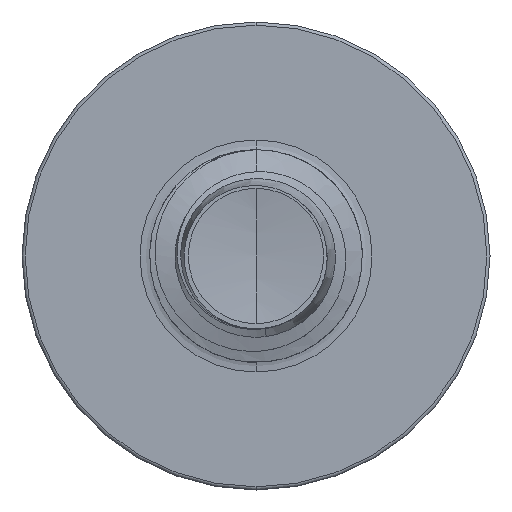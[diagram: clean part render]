
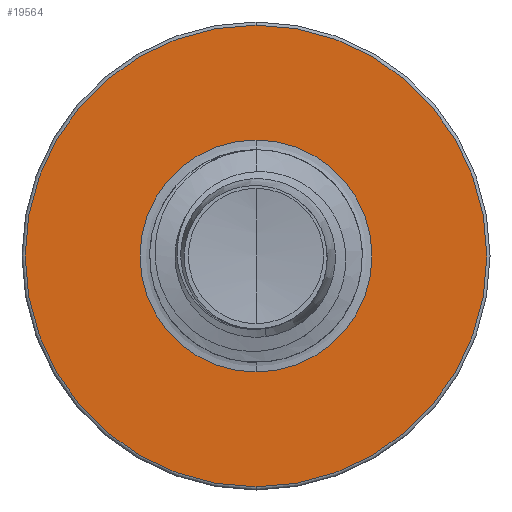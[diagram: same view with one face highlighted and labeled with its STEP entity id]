
A CAD part, front view. The second image highlights one B-rep face of the part: STEP entity #19564.
In plain terms, the highlighted planar face has unit normal (0, -1, 0).
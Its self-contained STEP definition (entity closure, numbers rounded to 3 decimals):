
#532 = PLANE ( 'NONE',  #8656 ) ;
#595 = CIRCLE ( 'NONE', #15886, 2.713 ) ;
#1181 = FACE_OUTER_BOUND ( 'NONE', #4024, .T. ) ;
#1732 = CARTESIAN_POINT ( 'NONE',  ( 0., 6., -1.363 ) ) ;
#2777 = ORIENTED_EDGE ( 'NONE', *, *, #11436, .F. ) ;
#3172 = ORIENTED_EDGE ( 'NONE', *, *, #19585, .T. ) ;
#3198 = DIRECTION ( 'NONE',  ( 0., 1., 0. ) ) ;
#4024 = EDGE_LOOP ( 'NONE', ( #15980, #2777 ) ) ;
#5035 = DIRECTION ( 'NONE',  ( 0., 0., 1. ) ) ;
#5712 = CIRCLE ( 'NONE', #7443, 1.363 ) ;
#7443 = AXIS2_PLACEMENT_3D ( 'NONE', #10369, #19249, #11891 ) ;
#8656 = AXIS2_PLACEMENT_3D ( 'NONE', #13289, #14601, #5035 ) ;
#8963 = CARTESIAN_POINT ( 'NONE',  ( 0., 6., 0. ) ) ;
#9373 = EDGE_CURVE ( 'NONE', #16456, #17841, #19551, .T. ) ;
#10369 = CARTESIAN_POINT ( 'NONE',  ( 0., 6., 0. ) ) ;
#10377 = FACE_BOUND ( 'NONE', #16262, .T. ) ;
#10603 = DIRECTION ( 'NONE',  ( 0., 0., 1. ) ) ;
#11282 = VERTEX_POINT ( 'NONE', #11777 ) ;
#11436 = EDGE_CURVE ( 'NONE', #15258, #11282, #595, .T. ) ;
#11777 = CARTESIAN_POINT ( 'NONE',  ( 0., 6., 2.713 ) ) ;
#11891 = DIRECTION ( 'NONE',  ( 0., 0., 1. ) ) ;
#12506 = DIRECTION ( 'NONE',  ( 0., 0., 1. ) ) ;
#12522 = DIRECTION ( 'NONE',  ( 0., 1., 0. ) ) ;
#12550 = CARTESIAN_POINT ( 'NONE',  ( 0., 6., 0. ) ) ;
#13289 = CARTESIAN_POINT ( 'NONE',  ( 0., 6., -1.363 ) ) ;
#13367 = CARTESIAN_POINT ( 'NONE',  ( 0., 6., 0. ) ) ;
#13371 = EDGE_CURVE ( 'NONE', #11282, #15258, #14017, .T. ) ;
#13987 = AXIS2_PLACEMENT_3D ( 'NONE', #8963, #18134, #10603 ) ;
#14017 = CIRCLE ( 'NONE', #13987, 2.713 ) ;
#14312 = CARTESIAN_POINT ( 'NONE',  ( 0., 6., 1.363 ) ) ;
#14601 = DIRECTION ( 'NONE',  ( 0., 1., 0. ) ) ;
#14671 = DIRECTION ( 'NONE',  ( 0., 0., 1. ) ) ;
#15258 = VERTEX_POINT ( 'NONE', #18651 ) ;
#15886 = AXIS2_PLACEMENT_3D ( 'NONE', #13367, #3198, #14671 ) ;
#15980 = ORIENTED_EDGE ( 'NONE', *, *, #13371, .F. ) ;
#16170 = ORIENTED_EDGE ( 'NONE', *, *, #9373, .T. ) ;
#16262 = EDGE_LOOP ( 'NONE', ( #16170, #3172 ) ) ;
#16456 = VERTEX_POINT ( 'NONE', #14312 ) ;
#17841 = VERTEX_POINT ( 'NONE', #1732 ) ;
#18134 = DIRECTION ( 'NONE',  ( 0., 1., 0. ) ) ;
#18651 = CARTESIAN_POINT ( 'NONE',  ( 0., 6., -2.712 ) ) ;
#18672 = AXIS2_PLACEMENT_3D ( 'NONE', #12550, #12522, #12506 ) ;
#19249 = DIRECTION ( 'NONE',  ( 0., 1., 0. ) ) ;
#19551 = CIRCLE ( 'NONE', #18672, 1.363 ) ;
#19564 = ADVANCED_FACE ( 'NONE', ( #1181, #10377 ), #532, .F. ) ;
#19585 = EDGE_CURVE ( 'NONE', #17841, #16456, #5712, .T. ) ;
